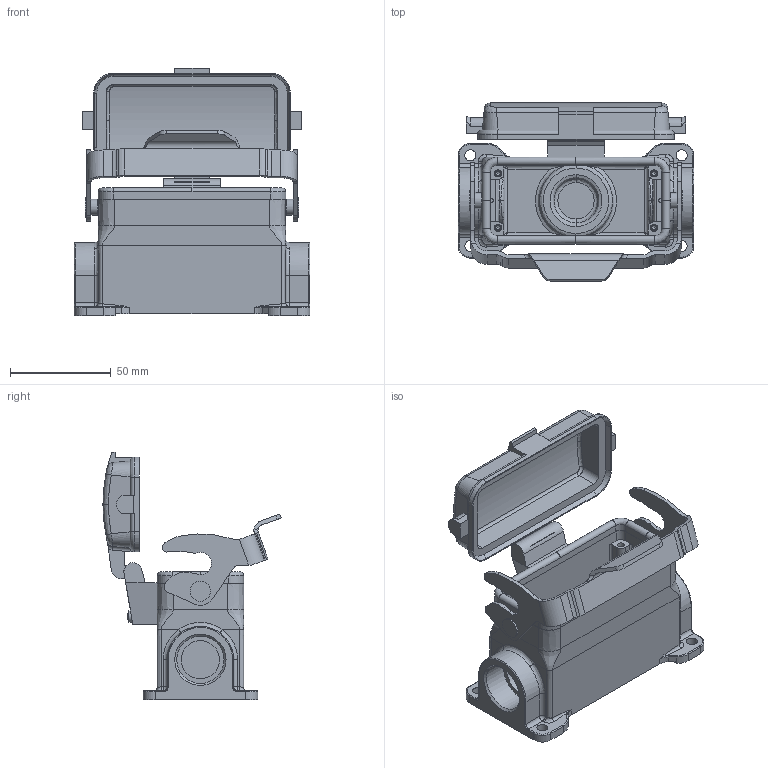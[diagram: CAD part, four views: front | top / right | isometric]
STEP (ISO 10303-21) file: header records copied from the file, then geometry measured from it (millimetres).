
FILE_DESCRIPTION(/* description */ (''),/* implementation_level */ '2;1');
FILE_NAME(/* name */ 'c146 10n016 806 1nxc001-01.stp',/* time_stamp */ '2021-10-14T09:34:37+02:00',/* author */ (''),/* organization */ (''),/* preprocessor_version */ 'ST-DEVELOPER v16.7',/* originating_system */ 'SIEMENS PLM Software NX 12.0',/* authorisation */ '');
FILE_SCHEMA (('AUTOMOTIVE_DESIGN { 1 0 10303 214 3 1 1 1 }'));
Length unit declared in the file: millimetre
Products named in the file (12): n 13 030 0004 1nxm001-02; c146 n06 040 e2nxm001-01; n 25 016 100x xnxm001-04; n 13 080 00x4 xnxm001-03; C146 M42 252 E1-01; n 03 030 0015 7nxm001-04; c146 n01 011 e2nxm001-02; c146 n02 000 e2nxm001-03; n 06 094 0001nxm001-02; c146 n06 040 g2nxm001-01; c146 10n016 806 1nxm001-04; c146 10n016 806 1nxc001-01
Assembly tree (13 placements, depth 4):
  c146 10n016 806 1nxc001-01
    c146 10n016 806 1nxm001-04
      n 06 094 0001nxm001-02
      c146 n02 000 e2nxm001-03
      c146 n01 011 e2nxm001-02
      n 03 030 0015 7nxm001-04  x2
      C146 M42 252 E1-01
      c146 n06 040 g2nxm001-01
        c146 n06 040 e2nxm001-01
        n 13 030 0004 1nxm001-02
      n 13 080 00x4 xnxm001-03  x2
      n 25 016 100x xnxm001-04
Bounding box: 117 x 88.46 x 123.15 mm (x, y, z)
Volume: 136250.9 mm3; surface area: 73538.9 mm2
Topology: 1 solids, 3 shells, 587 faces, 1510 edges, 928 vertices
Faces by surface type: plane 253, cylinder 182, bspline 121, cone 16, sphere 6, torus 4, revolution 4, extrusion 1
Full cylindrical faces by diameter (mm): 2.5 x4, 3.5 x4, 5.5 x4, 5.6 x2, 8 x2, 10 x2, 19 x1, 23.5 x1, 23.539 x1
Entity records: 22769 total; most frequent: CARTESIAN_POINT 7142, ORIENTED_EDGE 2854, DIRECTION 2730, EDGE_CURVE 1427, AXIS2_PLACEMENT_3D 1010, VERTEX_POINT 914, VECTOR 706, LINE 705
